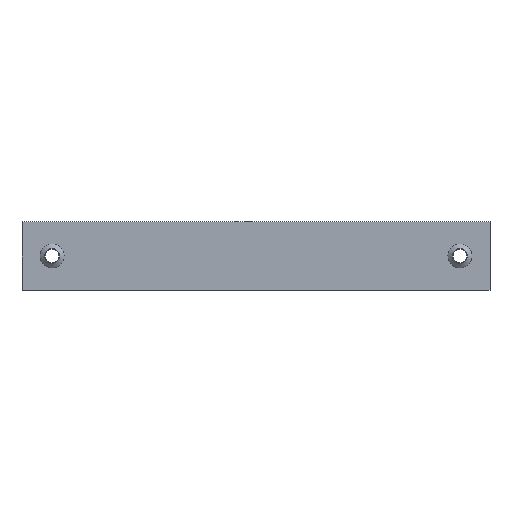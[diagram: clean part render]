
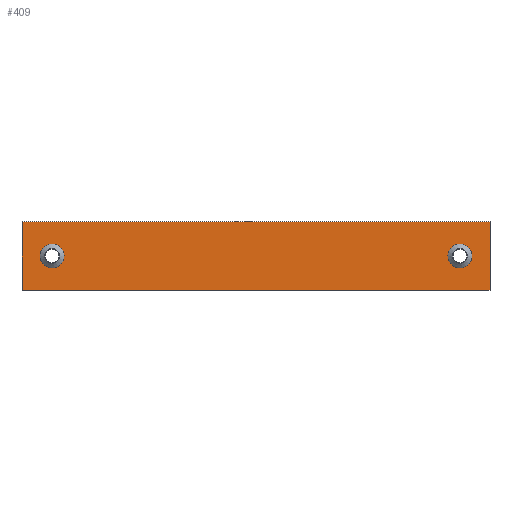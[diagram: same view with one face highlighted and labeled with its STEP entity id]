
A CAD part, top view. The second image highlights one B-rep face of the part: STEP entity #409.
In plain terms, the highlighted planar face has unit normal (0, 0, 1).
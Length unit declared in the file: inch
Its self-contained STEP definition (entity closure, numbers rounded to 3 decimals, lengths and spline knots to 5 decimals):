
#2 = VERTEX_POINT ( 'NONE', #549 ) ;
#30 = CARTESIAN_POINT ( 'NONE',  ( 4.4375, 0., 0.188 ) ) ;
#46 = EDGE_CURVE ( 'NONE', #589, #2, #156, .T. ) ;
#75 = EDGE_CURVE ( 'NONE', #628, #628, #498, .T. ) ;
#84 = VECTOR ( 'NONE', #571, 39.37008 ) ;
#105 = VECTOR ( 'NONE', #577, 39.37008 ) ;
#106 = ORIENTED_EDGE ( 'NONE', *, *, #175, .T. ) ;
#126 = ORIENTED_EDGE ( 'NONE', *, *, #46, .T. ) ;
#130 = EDGE_CURVE ( 'NONE', #520, #589, #382, .T. ) ;
#140 = DIRECTION ( 'NONE',  ( 0., 0., -1. ) ) ;
#156 = LINE ( 'NONE', #568, #84 ) ;
#170 = DIRECTION ( 'NONE',  ( -1., 0., 0. ) ) ;
#171 = VECTOR ( 'NONE', #284, 39.37008 ) ;
#175 = EDGE_CURVE ( 'NONE', #2, #491, #245, .T. ) ;
#182 = EDGE_LOOP ( 'NONE', ( #454 ) ) ;
#201 = PLANE ( 'NONE',  #327 ) ;
#229 = CARTESIAN_POINT ( 'NONE',  ( -5.0935, -0.75, 0.188 ) ) ;
#235 = DIRECTION ( 'NONE',  ( -1., 0., 0. ) ) ;
#241 = CARTESIAN_POINT ( 'NONE',  ( -4.4375, 0., 0.188 ) ) ;
#245 = LINE ( 'NONE', #229, #105 ) ;
#249 = CARTESIAN_POINT ( 'NONE',  ( -5.0935, -0.75, 0.188 ) ) ;
#270 = ORIENTED_EDGE ( 'NONE', *, *, #285, .T. ) ;
#274 = DIRECTION ( 'NONE',  ( 0., 0., -1. ) ) ;
#275 = CIRCLE ( 'NONE', #433, 0.26 ) ;
#284 = DIRECTION ( 'NONE',  ( 0., 1., 0. ) ) ;
#285 = EDGE_CURVE ( 'NONE', #491, #520, #299, .T. ) ;
#295 = EDGE_LOOP ( 'NONE', ( #270, #448, #126, #106 ) ) ;
#299 = LINE ( 'NONE', #478, #171 ) ;
#309 = EDGE_LOOP ( 'NONE', ( #604 ) ) ;
#315 = EDGE_CURVE ( 'NONE', #362, #362, #275, .T. ) ;
#327 = AXIS2_PLACEMENT_3D ( 'NONE', #249, #601, #405 ) ;
#331 = CARTESIAN_POINT ( 'NONE',  ( -5.0935, 0.75, 0.188 ) ) ;
#333 = FACE_BOUND ( 'NONE', #309, .T. ) ;
#362 = VERTEX_POINT ( 'NONE', #507 ) ;
#382 = LINE ( 'NONE', #331, #490 ) ;
#390 = DIRECTION ( 'NONE',  ( -1., 0., 0. ) ) ;
#405 = DIRECTION ( 'NONE',  ( 1., 0., 0. ) ) ;
#409 = ADVANCED_FACE ( 'NONE', ( #470, #430, #333 ), #201, .T. ) ;
#425 = AXIS2_PLACEMENT_3D ( 'NONE', #30, #274, #170 ) ;
#430 = FACE_OUTER_BOUND ( 'NONE', #295, .T. ) ;
#433 = AXIS2_PLACEMENT_3D ( 'NONE', #241, #140, #390 ) ;
#446 = CARTESIAN_POINT ( 'NONE',  ( 5.0935, 0.75, 0.188 ) ) ;
#448 = ORIENTED_EDGE ( 'NONE', *, *, #130, .T. ) ;
#449 = CARTESIAN_POINT ( 'NONE',  ( -5.0935, 0.75, 0.188 ) ) ;
#450 = CARTESIAN_POINT ( 'NONE',  ( 5.0935, -0.75, 0.188 ) ) ;
#454 = ORIENTED_EDGE ( 'NONE', *, *, #75, .T. ) ;
#470 = FACE_BOUND ( 'NONE', #182, .T. ) ;
#478 = CARTESIAN_POINT ( 'NONE',  ( 5.0935, -0.75, 0.188 ) ) ;
#490 = VECTOR ( 'NONE', #235, 39.37008 ) ;
#491 = VERTEX_POINT ( 'NONE', #450 ) ;
#498 = CIRCLE ( 'NONE', #425, 0.26 ) ;
#507 = CARTESIAN_POINT ( 'NONE',  ( -4.6975, 0., 0.188 ) ) ;
#520 = VERTEX_POINT ( 'NONE', #446 ) ;
#549 = CARTESIAN_POINT ( 'NONE',  ( -5.0935, -0.75, 0.188 ) ) ;
#568 = CARTESIAN_POINT ( 'NONE',  ( -5.0935, -0.75, 0.188 ) ) ;
#571 = DIRECTION ( 'NONE',  ( 0., -1., 0. ) ) ;
#577 = DIRECTION ( 'NONE',  ( 1., 0., 0. ) ) ;
#589 = VERTEX_POINT ( 'NONE', #449 ) ;
#601 = DIRECTION ( 'NONE',  ( 0., 0., 1. ) ) ;
#604 = ORIENTED_EDGE ( 'NONE', *, *, #315, .T. ) ;
#606 = CARTESIAN_POINT ( 'NONE',  ( 4.1775, 0., 0.188 ) ) ;
#628 = VERTEX_POINT ( 'NONE', #606 ) ;
